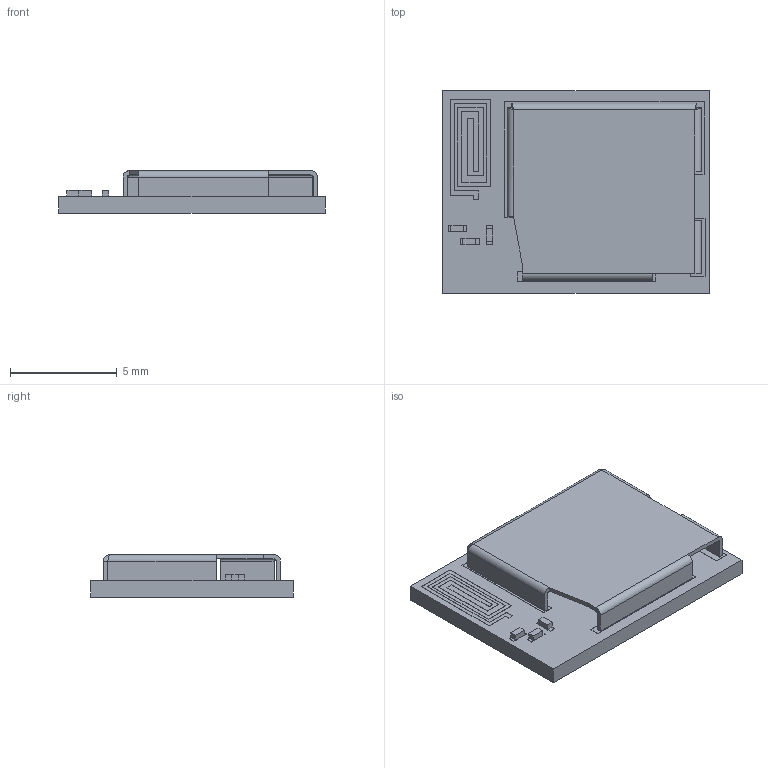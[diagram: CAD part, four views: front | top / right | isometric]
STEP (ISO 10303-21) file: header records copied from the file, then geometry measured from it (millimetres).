
FILE_DESCRIPTION(/* description */ ('Unknown'),/* implementation_level */ '2;1');
FILE_NAME(/* name */ '2617011025000',/* time_stamp */ '2023-06-21T13:56:44+02:00',/* author */ ('Unknown'),/* organization */ ('Unknown'),/* preprocessor_version */ 'ST-DEVELOPER v16.7',/* originating_system */ 'Solid Edge',/* authorisation */ 'Unknown');
FILE_SCHEMA (('AUTOMOTIVE_DESIGN {1 0 10303 214 3 1 1}'));
Length unit declared in the file: millimetre
Products named in the file (6): 2617011025000; Board; Shielding; L7; 6098646784; Extruded_5
Assembly tree (7 placements, depth 4):
  2617011025000
    Board
    Shielding
    L7
      6098646784
        Extruded_5
    Extruded_5  x2
Bounding box: 12.5 x 9.5 x 2 mm (x, y, z)
Volume: 113.4 mm3; surface area: 477.2 mm2
Topology: 5 solids, 5 shells, 256 faces, 615 edges, 402 vertices
Faces by surface type: plane 242, cylinder 10, bspline 4
Entity records: 8535 total; most frequent: CARTESIAN_POINT 1321, ORIENTED_EDGE 1182, DIRECTION 1091, EDGE_CURVE 591, LINE 571, VECTOR 571, VERTEX_POINT 386, EDGE_LOOP 277
